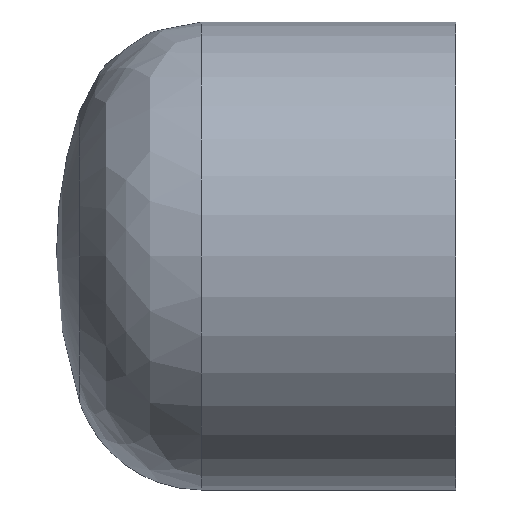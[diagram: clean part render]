
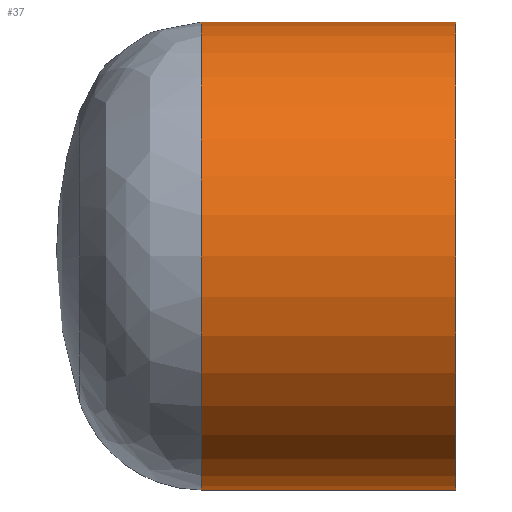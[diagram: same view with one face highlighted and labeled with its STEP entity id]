
A CAD part, front view. The second image highlights one B-rep face of the part: STEP entity #37.
In plain terms, the highlighted cylindrical face has radius 112.5 mm (diameter 225 mm), a full revolution.
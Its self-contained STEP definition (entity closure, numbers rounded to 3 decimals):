
#37 = ADVANCED_FACE( '', ( #74, #75 ), #76, .T. );
#74 = FACE_OUTER_BOUND( '', #109, .T. );
#75 = FACE_OUTER_BOUND( '', #110, .T. );
#76 = CYLINDRICAL_SURFACE( '', #111, 112.5 );
#109 = EDGE_LOOP( '', ( #178 ) );
#110 = EDGE_LOOP( '', ( #179 ) );
#111 = AXIS2_PLACEMENT_3D( '', #180, #181, #182 );
#178 = ORIENTED_EDGE( '', *, *, #207, .F. );
#179 = ORIENTED_EDGE( '', *, *, #208, .T. );
#180 = CARTESIAN_POINT( '', ( -161.2, 0., 0. ) );
#181 = DIRECTION( '', ( -1., 0., 0. ) );
#182 = DIRECTION( '', ( 0., 0., -1. ) );
#207 = EDGE_CURVE( '', #225, #225, #226, .T. );
#208 = EDGE_CURVE( '', #227, #227, #228, .T. );
#225 = VERTEX_POINT( '', #244 );
#226 = CIRCLE( '', #245, 112.5 );
#227 = VERTEX_POINT( '', #246 );
#228 = CIRCLE( '', #247, 112.5 );
#244 = CARTESIAN_POINT( '', ( 0., 0., -112.5 ) );
#245 = AXIS2_PLACEMENT_3D( '', #263, #264, #265 );
#246 = CARTESIAN_POINT( '', ( -122.27, 0., -112.5 ) );
#247 = AXIS2_PLACEMENT_3D( '', #266, #267, #268 );
#263 = CARTESIAN_POINT( '', ( 0., 0., 0. ) );
#264 = DIRECTION( '', ( 1., 0., 0. ) );
#265 = DIRECTION( '', ( 0., 0., -1. ) );
#266 = CARTESIAN_POINT( '', ( -122.27, 0., 0. ) );
#267 = DIRECTION( '', ( 1., 0., 0. ) );
#268 = DIRECTION( '', ( 0., 0., -1. ) );
